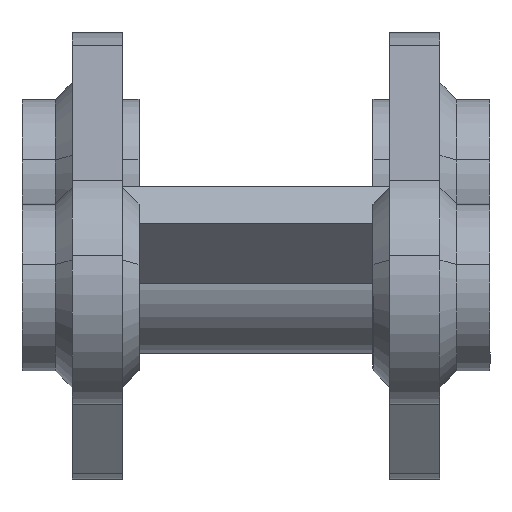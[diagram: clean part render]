
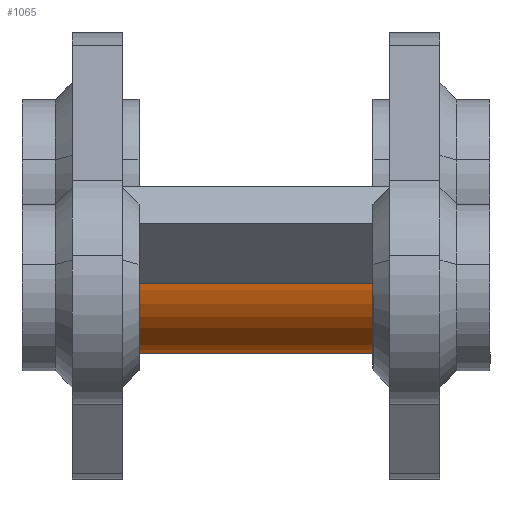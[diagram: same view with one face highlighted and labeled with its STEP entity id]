
A CAD part, top view. The second image highlights one B-rep face of the part: STEP entity #1065.
In plain terms, the highlighted cylindrical face has radius 31.75 mm (diameter 63.5 mm), a partial arc.
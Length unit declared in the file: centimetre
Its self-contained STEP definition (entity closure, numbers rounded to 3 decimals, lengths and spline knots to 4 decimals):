
#15 = EDGE_CURVE ( 'NONE', #2483, #1798, #771, .T. ) ;
#100 = DIRECTION ( 'NONE',  ( -1., 0., 0. ) ) ;
#267 = CARTESIAN_POINT ( 'NONE',  ( -5.08, 133.8917, -5.9809 ) ) ;
#322 = EDGE_LOOP ( 'NONE', ( #1221, #1312, #2860, #2364 ) ) ;
#435 = AXIS2_PLACEMENT_3D ( 'NONE', #2724, #1357, #2058 ) ;
#525 = DIRECTION ( 'NONE',  ( 0., 0., 1. ) ) ;
#533 = AXIS2_PLACEMENT_3D ( 'NONE', #2128, #100, #1006 ) ;
#583 = VECTOR ( 'NONE', #2293, 100. ) ;
#758 = EDGE_CURVE ( 'NONE', #2554, #900, #1391, .T. ) ;
#771 = LINE ( 'NONE', #2356, #2272 ) ;
#851 = EDGE_CURVE ( 'NONE', #2483, #2554, #871, .T. ) ;
#871 = CIRCLE ( 'NONE', #435, 3.175 ) ;
#900 = VERTEX_POINT ( 'NONE', #267 ) ;
#1006 = DIRECTION ( 'NONE',  ( 0., 0., -1. ) ) ;
#1027 = DIRECTION ( 'NONE',  ( -1., 0., 0. ) ) ;
#1065 = ADVANCED_FACE ( 'NONE', ( #1427 ), #1260, .T. ) ;
#1100 = EDGE_CURVE ( 'NONE', #1798, #900, #2708, .T. ) ;
#1221 = ORIENTED_EDGE ( 'NONE', *, *, #851, .T. ) ;
#1260 = CYLINDRICAL_SURFACE ( 'NONE', #1954, 3.175 ) ;
#1312 = ORIENTED_EDGE ( 'NONE', *, *, #758, .T. ) ;
#1357 = DIRECTION ( 'NONE',  ( -1., 0., 0. ) ) ;
#1391 = LINE ( 'NONE', #2057, #583 ) ;
#1427 = FACE_OUTER_BOUND ( 'NONE', #322, .T. ) ;
#1798 = VERTEX_POINT ( 'NONE', #2694 ) ;
#1872 = CARTESIAN_POINT ( 'NONE',  ( 0.0002, 133.8917, -2.8059 ) ) ;
#1954 = AXIS2_PLACEMENT_3D ( 'NONE', #1872, #2317, #525 ) ;
#2057 = CARTESIAN_POINT ( 'NONE',  ( 0.0002, 133.8917, -5.9809 ) ) ;
#2058 = DIRECTION ( 'NONE',  ( 0., 0., -1. ) ) ;
#2128 = CARTESIAN_POINT ( 'NONE',  ( -5.08, 133.8917, -2.8059 ) ) ;
#2272 = VECTOR ( 'NONE', #1027, 100. ) ;
#2293 = DIRECTION ( 'NONE',  ( -1., 0., 0. ) ) ;
#2317 = DIRECTION ( 'NONE',  ( -1., 0., 0. ) ) ;
#2356 = CARTESIAN_POINT ( 'NONE',  ( 0.0002, 133.8917, 0.3691 ) ) ;
#2364 = ORIENTED_EDGE ( 'NONE', *, *, #15, .F. ) ;
#2483 = VERTEX_POINT ( 'NONE', #2651 ) ;
#2554 = VERTEX_POINT ( 'NONE', #2747 ) ;
#2651 = CARTESIAN_POINT ( 'NONE',  ( 5.08, 133.8917, 0.3691 ) ) ;
#2694 = CARTESIAN_POINT ( 'NONE',  ( -5.08, 133.8917, 0.3691 ) ) ;
#2708 = CIRCLE ( 'NONE', #533, 3.175 ) ;
#2724 = CARTESIAN_POINT ( 'NONE',  ( 5.08, 133.8917, -2.8059 ) ) ;
#2747 = CARTESIAN_POINT ( 'NONE',  ( 5.08, 133.8917, -5.9809 ) ) ;
#2860 = ORIENTED_EDGE ( 'NONE', *, *, #1100, .F. ) ;
